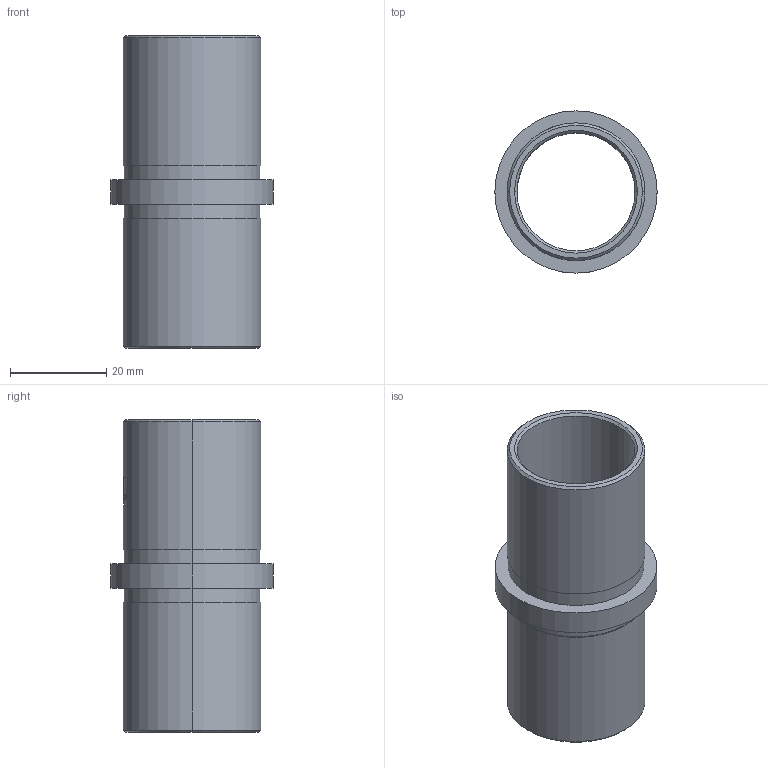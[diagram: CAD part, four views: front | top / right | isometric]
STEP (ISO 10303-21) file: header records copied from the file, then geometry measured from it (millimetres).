
FILE_DESCRIPTION (( 'STEP AP203' ), '1' );
FILE_NAME ('50033-240-25.step', '2018-07-16T13:08:05', ( '' ), ( '' ), 'SwSTEP 2.0', 'SolidWorks 2015', '' );
FILE_SCHEMA (( 'CONFIG_CONTROL_DESIGN' ));
Length unit declared in the file: millimetre
Products named in the file (1): 50033-240-25
Bounding box: 33.7 x 33.7 x 65 mm (x, y, z)
Volume: 12206 mm3; surface area: 11750.5 mm2
Topology: 1 solids, 1 shells, 480 faces, 1305 edges, 858 vertices
Faces by surface type: bspline 208, plane 197, cylinder 67, cone 8
Entity records: 23526 total; most frequent: CARTESIAN_POINT 12926, ORIENTED_EDGE 2610, DIRECTION 1501, EDGE_CURVE 1305, VERTEX_POINT 858, LINE 587, VECTOR 587, EDGE_LOOP 513
